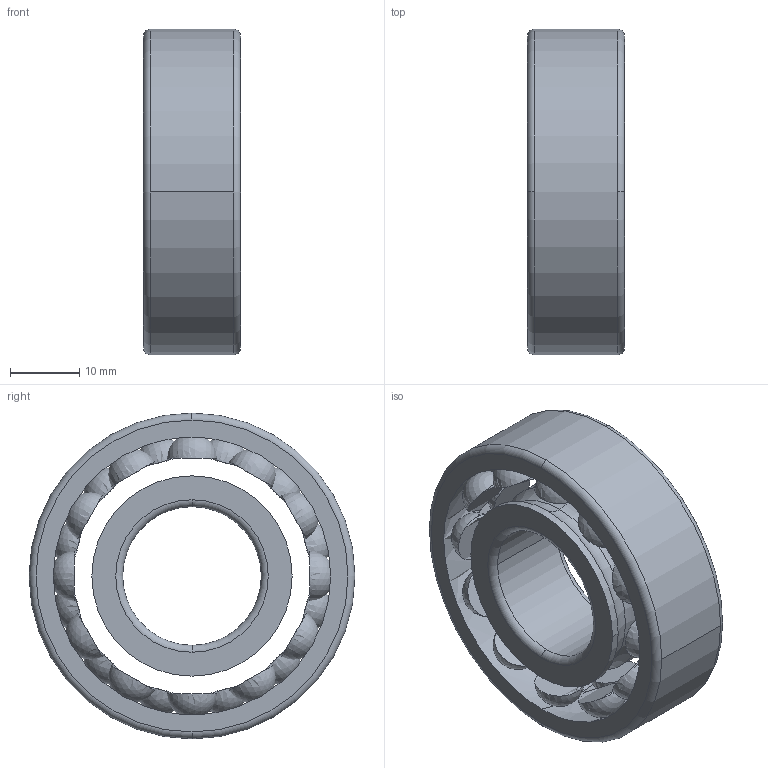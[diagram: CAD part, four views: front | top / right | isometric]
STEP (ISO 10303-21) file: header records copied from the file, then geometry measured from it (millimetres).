
FILE_DESCRIPTION(('STEP AP214'),'1');
FILE_NAME('skf_bearing_1204_etn9_2.stp','2023-11-23T10:10:44',('TraceParts'),('TraceParts S.A.'),'Spatial InterOp 3D',' ',' ');
FILE_SCHEMA(('AUTOMOTIVE_DESIGN { 1 0 10303 214 1 1 1 1 }'));
Length unit declared in the file: millimetre
Products named in the file (1): skf_bearing_1204_etn9_2_1
Bounding box: 14 x 47 x 47 mm (x, y, z)
Volume: 13925.9 mm3; surface area: 11438.3 mm2
Topology: 4 solids, 4 shells, 128 faces, 380 edges, 204 vertices
Faces by surface type: torus 64, sphere 50, cylinder 10, plane 4
Entity records: 5157 total; most frequent: CARTESIAN_POINT 2248, DIRECTION 622, ORIENTED_EDGE 560, AXIS2_PLACEMENT_3D 306, EDGE_CURVE 280, VERTEX_POINT 204, EDGE_LOOP 180, CIRCLE 174
